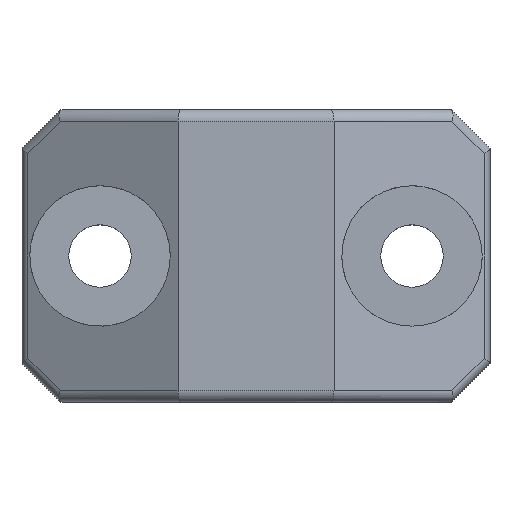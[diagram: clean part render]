
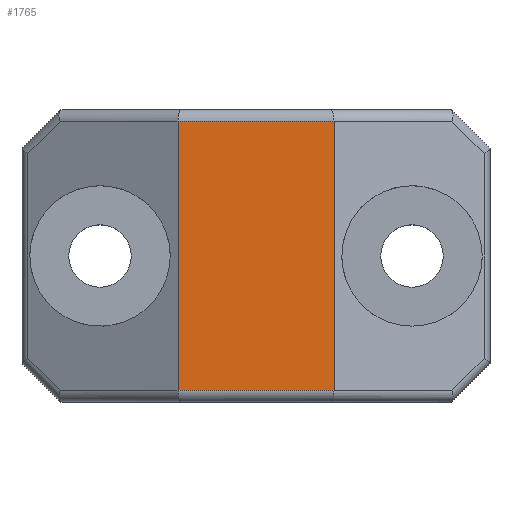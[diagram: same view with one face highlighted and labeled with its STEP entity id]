
A CAD part, top view. The second image highlights one B-rep face of the part: STEP entity #1765.
In plain terms, the highlighted planar face has unit normal (0, 0, 1).
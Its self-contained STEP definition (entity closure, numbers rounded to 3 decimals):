
#369 = PLANE('',#370);
#370 = AXIS2_PLACEMENT_3D('',#371,#372,#373);
#371 = CARTESIAN_POINT('',(-8.,0.,5.75));
#372 = DIRECTION('',(0.49,0.,-0.872)
  );
#373 = DIRECTION('',(0.,1.,0.));
#778 = VERTEX_POINT('',#779);
#779 = CARTESIAN_POINT('',(-4.,14.4,8.));
#798 = CYLINDRICAL_SURFACE('',#799,0.6);
#799 = AXIS2_PLACEMENT_3D('',#800,#801,#802);
#800 = CARTESIAN_POINT('',(-4.,14.4,7.4));
#801 = DIRECTION('',(1.,0.,0.));
#802 = DIRECTION('',(-0.,1.,0.));
#1010 = EDGE_CURVE('',#1011,#778,#1013,.T.);
#1011 = VERTEX_POINT('',#1012);
#1012 = CARTESIAN_POINT('',(-4.,0.6,8.));
#1013 = SURFACE_CURVE('',#1014,(#1018,#1025),.PCURVE_S1.);
#1014 = LINE('',#1015,#1016);
#1015 = CARTESIAN_POINT('',(-4.,0.,8.));
#1016 = VECTOR('',#1017,1.);
#1017 = DIRECTION('',(0.,1.,0.));
#1018 = PCURVE('',#369,#1019);
#1019 = DEFINITIONAL_REPRESENTATION('',(#1020),#1024);
#1020 = LINE('',#1021,#1022);
#1021 = CARTESIAN_POINT('',(0.,4.589));
#1022 = VECTOR('',#1023,1.);
#1023 = DIRECTION('',(1.,0.));
#1024 = ( GEOMETRIC_REPRESENTATION_CONTEXT(2) 
PARAMETRIC_REPRESENTATION_CONTEXT() REPRESENTATION_CONTEXT('2D SPACE',''
  ) );
#1025 = PCURVE('',#1026,#1031);
#1026 = PLANE('',#1027);
#1027 = AXIS2_PLACEMENT_3D('',#1028,#1029,#1030);
#1028 = CARTESIAN_POINT('',(-12.,0.,8.));
#1029 = DIRECTION('',(0.,0.,1.));
#1030 = DIRECTION('',(1.,0.,0.));
#1031 = DEFINITIONAL_REPRESENTATION('',(#1032),#1036);
#1032 = LINE('',#1033,#1034);
#1033 = CARTESIAN_POINT('',(8.,0.));
#1034 = VECTOR('',#1035,1.);
#1035 = DIRECTION('',(0.,1.));
#1036 = ( GEOMETRIC_REPRESENTATION_CONTEXT(2) 
PARAMETRIC_REPRESENTATION_CONTEXT() REPRESENTATION_CONTEXT('2D SPACE',''
  ) );
#1164 = CYLINDRICAL_SURFACE('',#1165,0.6);
#1165 = AXIS2_PLACEMENT_3D('',#1166,#1167,#1168);
#1166 = CARTESIAN_POINT('',(-4.,0.6,7.4));
#1167 = DIRECTION('',(1.,0.,0.));
#1168 = DIRECTION('',(0.,-1.,0.));
#1429 = EDGE_CURVE('',#778,#1430,#1432,.T.);
#1430 = VERTEX_POINT('',#1431);
#1431 = CARTESIAN_POINT('',(4.,14.4,8.));
#1432 = SURFACE_CURVE('',#1433,(#1437,#1444),.PCURVE_S1.);
#1433 = LINE('',#1434,#1435);
#1434 = CARTESIAN_POINT('',(-4.,14.4,8.));
#1435 = VECTOR('',#1436,1.);
#1436 = DIRECTION('',(1.,0.,0.));
#1437 = PCURVE('',#798,#1438);
#1438 = DEFINITIONAL_REPRESENTATION('',(#1439),#1443);
#1439 = LINE('',#1440,#1441);
#1440 = CARTESIAN_POINT('',(1.571,0.));
#1441 = VECTOR('',#1442,1.);
#1442 = DIRECTION('',(0.,1.));
#1443 = ( GEOMETRIC_REPRESENTATION_CONTEXT(2) 
PARAMETRIC_REPRESENTATION_CONTEXT() REPRESENTATION_CONTEXT('2D SPACE',''
  ) );
#1444 = PCURVE('',#1026,#1445);
#1445 = DEFINITIONAL_REPRESENTATION('',(#1446),#1450);
#1446 = LINE('',#1447,#1448);
#1447 = CARTESIAN_POINT('',(8.,14.4));
#1448 = VECTOR('',#1449,1.);
#1449 = DIRECTION('',(1.,0.));
#1450 = ( GEOMETRIC_REPRESENTATION_CONTEXT(2) 
PARAMETRIC_REPRESENTATION_CONTEXT() REPRESENTATION_CONTEXT('2D SPACE',''
  ) );
#1570 = PLANE('',#1571);
#1571 = AXIS2_PLACEMENT_3D('',#1572,#1573,#1574);
#1572 = CARTESIAN_POINT('',(8.,0.,5.75));
#1573 = DIRECTION('',(0.49,0.,0.872)
  );
#1574 = DIRECTION('',(0.,-1.,0.));
#1765 = ADVANCED_FACE('',(#1766),#1026,.T.);
#1766 = FACE_BOUND('',#1767,.T.);
#1767 = EDGE_LOOP('',(#1768,#1769,#1792,#1813));
#1768 = ORIENTED_EDGE('',*,*,#1010,.F.);
#1769 = ORIENTED_EDGE('',*,*,#1770,.T.);
#1770 = EDGE_CURVE('',#1011,#1771,#1773,.T.);
#1771 = VERTEX_POINT('',#1772);
#1772 = CARTESIAN_POINT('',(4.,0.6,8.));
#1773 = SURFACE_CURVE('',#1774,(#1778,#1785),.PCURVE_S1.);
#1774 = LINE('',#1775,#1776);
#1775 = CARTESIAN_POINT('',(-4.,0.6,8.));
#1776 = VECTOR('',#1777,1.);
#1777 = DIRECTION('',(1.,0.,0.));
#1778 = PCURVE('',#1026,#1779);
#1779 = DEFINITIONAL_REPRESENTATION('',(#1780),#1784);
#1780 = LINE('',#1781,#1782);
#1781 = CARTESIAN_POINT('',(8.,0.6));
#1782 = VECTOR('',#1783,1.);
#1783 = DIRECTION('',(1.,0.));
#1784 = ( GEOMETRIC_REPRESENTATION_CONTEXT(2) 
PARAMETRIC_REPRESENTATION_CONTEXT() REPRESENTATION_CONTEXT('2D SPACE',''
  ) );
#1785 = PCURVE('',#1164,#1786);
#1786 = DEFINITIONAL_REPRESENTATION('',(#1787),#1791);
#1787 = LINE('',#1788,#1789);
#1788 = CARTESIAN_POINT('',(-1.571,0.));
#1789 = VECTOR('',#1790,1.);
#1790 = DIRECTION('',(-0.,1.));
#1791 = ( GEOMETRIC_REPRESENTATION_CONTEXT(2) 
PARAMETRIC_REPRESENTATION_CONTEXT() REPRESENTATION_CONTEXT('2D SPACE',''
  ) );
#1792 = ORIENTED_EDGE('',*,*,#1793,.T.);
#1793 = EDGE_CURVE('',#1771,#1430,#1794,.T.);
#1794 = SURFACE_CURVE('',#1795,(#1799,#1806),.PCURVE_S1.);
#1795 = LINE('',#1796,#1797);
#1796 = CARTESIAN_POINT('',(4.,0.,8.));
#1797 = VECTOR('',#1798,1.);
#1798 = DIRECTION('',(0.,1.,0.));
#1799 = PCURVE('',#1026,#1800);
#1800 = DEFINITIONAL_REPRESENTATION('',(#1801),#1805);
#1801 = LINE('',#1802,#1803);
#1802 = CARTESIAN_POINT('',(16.,0.));
#1803 = VECTOR('',#1804,1.);
#1804 = DIRECTION('',(0.,1.));
#1805 = ( GEOMETRIC_REPRESENTATION_CONTEXT(2) 
PARAMETRIC_REPRESENTATION_CONTEXT() REPRESENTATION_CONTEXT('2D SPACE',''
  ) );
#1806 = PCURVE('',#1570,#1807);
#1807 = DEFINITIONAL_REPRESENTATION('',(#1808),#1812);
#1808 = LINE('',#1809,#1810);
#1809 = CARTESIAN_POINT('',(-0.,-4.589));
#1810 = VECTOR('',#1811,1.);
#1811 = DIRECTION('',(-1.,0.));
#1812 = ( GEOMETRIC_REPRESENTATION_CONTEXT(2) 
PARAMETRIC_REPRESENTATION_CONTEXT() REPRESENTATION_CONTEXT('2D SPACE',''
  ) );
#1813 = ORIENTED_EDGE('',*,*,#1429,.F.);
